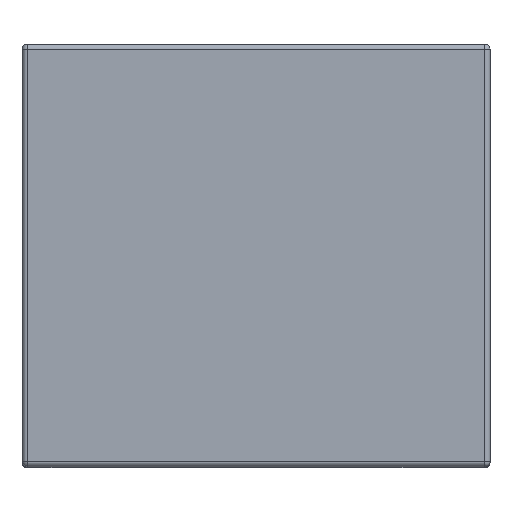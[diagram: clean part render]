
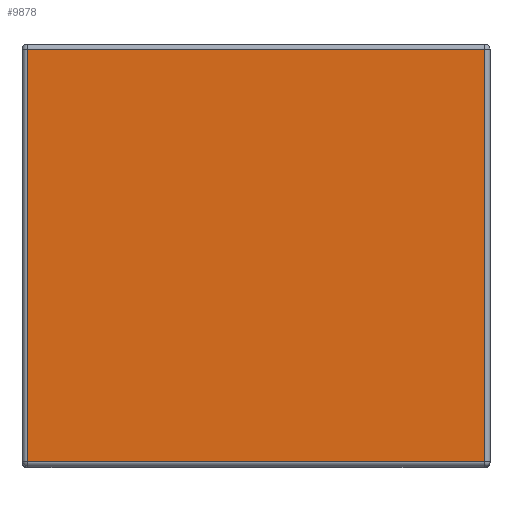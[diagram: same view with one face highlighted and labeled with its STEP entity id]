
A CAD part, top view. The second image highlights one B-rep face of the part: STEP entity #9878.
In plain terms, the highlighted planar face has unit normal (0, 0, 1).
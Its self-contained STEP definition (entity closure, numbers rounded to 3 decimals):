
#826=PLANE('',#10500);
#1345=LINE('',#13901,#2326);
#1346=LINE('',#13910,#2327);
#1351=LINE('',#13927,#2332);
#1353=LINE('',#13930,#2334);
#2326=VECTOR('',#11109,10.);
#2327=VECTOR('',#11120,10.);
#2332=VECTOR('',#11139,10.);
#2334=VECTOR('',#11143,10.);
#3123=FACE_OUTER_BOUND('',#3727,.T.);
#3727=EDGE_LOOP('',(#7343,#7344,#7345,#7346));
#4731=VERTEX_POINT('',#13885);
#4734=VERTEX_POINT('',#13892);
#4736=VERTEX_POINT('',#13903);
#4743=VERTEX_POINT('',#13922);
#5753=EDGE_CURVE('',#4731,#4734,#1345,.T.);
#5757=EDGE_CURVE('',#4736,#4731,#1346,.T.);
#5766=EDGE_CURVE('',#4734,#4743,#1351,.T.);
#5768=EDGE_CURVE('',#4743,#4736,#1353,.T.);
#7343=ORIENTED_EDGE('',*,*,#5753,.F.);
#7344=ORIENTED_EDGE('',*,*,#5757,.F.);
#7345=ORIENTED_EDGE('',*,*,#5768,.F.);
#7346=ORIENTED_EDGE('',*,*,#5766,.F.);
#9878=ADVANCED_FACE('',(#3123),#826,.T.);
#10500=AXIS2_PLACEMENT_3D('',#13961,#11171,#11172);
#11109=DIRECTION('',(0.,1.,0.));
#11120=DIRECTION('',(-1.,0.,0.));
#11139=DIRECTION('',(1.,0.,0.));
#11143=DIRECTION('',(0.,-1.,0.));
#11171=DIRECTION('center_axis',(0.,0.,1.));
#11172=DIRECTION('ref_axis',(0.,-1.,0.));
#13885=CARTESIAN_POINT('',(1.,-38.75,43.9));
#13892=CARTESIAN_POINT('',(1.,38.75,43.9));
#13901=CARTESIAN_POINT('',(1.,19.875,43.9));
#13903=CARTESIAN_POINT('',(87.,-38.75,43.9));
#13910=CARTESIAN_POINT('',(0.,-38.75,43.9));
#13922=CARTESIAN_POINT('',(87.,38.75,43.9));
#13927=CARTESIAN_POINT('',(0.,38.75,43.9));
#13930=CARTESIAN_POINT('',(87.,19.875,43.9));
#13961=CARTESIAN_POINT('Origin',(0.,39.75,43.9));
